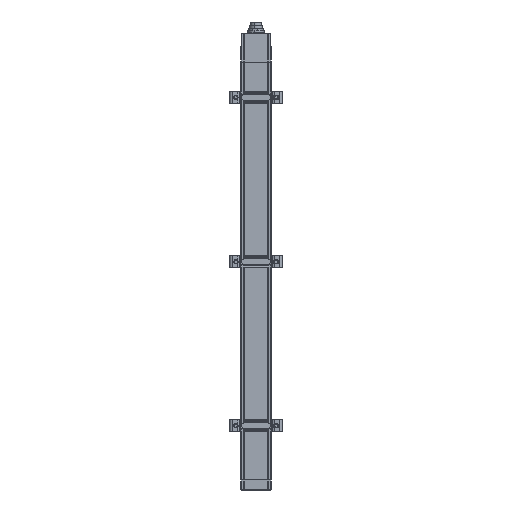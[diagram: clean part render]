
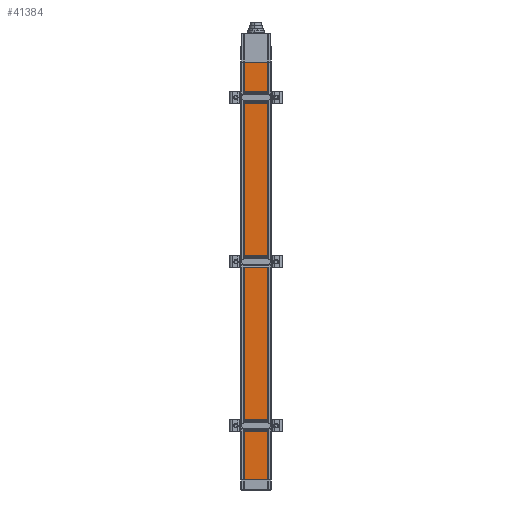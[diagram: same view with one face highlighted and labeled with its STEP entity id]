
A CAD part, front view. The second image highlights one B-rep face of the part: STEP entity #41384.
In plain terms, the highlighted planar face has unit normal (0, -1, 0).
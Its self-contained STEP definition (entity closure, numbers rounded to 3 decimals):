
#19789 = CARTESIAN_POINT ( 'NONE',  ( 14.4, 2., 0. ) ) ;
#19790 = CARTESIAN_POINT ( 'NONE',  ( -14.4, 2., 0. ) ) ;
#19791 = DIRECTION ( 'NONE',  ( 1., 0., 0. ) ) ;
#19792 = VECTOR ( 'NONE', #19791, 1000. ) ;
#19793 = CARTESIAN_POINT ( 'NONE',  ( 0., 2., 0. ) ) ;
#19794 = LINE ( 'NONE', #19793, #19792 ) ;
#19795 = DIRECTION ( 'NONE',  ( 1., 0., 0. ) ) ;
#19797 = DIRECTION ( 'NONE',  ( 0., -1., 0. ) ) ;
#19798 = CARTESIAN_POINT ( 'NONE',  ( 0., 2., -520. ) ) ;
#19799 = AXIS2_PLACEMENT_3D ( 'NONE', #19798, #19797, #19795 ) ;
#19800 = PLANE ( 'NONE',  #19799 ) ;
#19802 = FACE_OUTER_BOUND ( 'NONE', #41385, .T. ) ;
#19858 = CARTESIAN_POINT ( 'NONE',  ( -14.4, 2., -520. ) ) ;
#19859 = DIRECTION ( 'NONE',  ( 0., 0., 1. ) ) ;
#19860 = VECTOR ( 'NONE', #19859, 1000. ) ;
#19861 = CARTESIAN_POINT ( 'NONE',  ( -14.4, 2., -520. ) ) ;
#19862 = LINE ( 'NONE', #19861, #19860 ) ;
#19904 = CARTESIAN_POINT ( 'NONE',  ( 0., 2., -520. ) ) ;
#19905 = LINE ( 'NONE', #19904, #19968 ) ;
#19962 = DIRECTION ( 'NONE',  ( 0., 0., 1. ) ) ;
#19963 = VECTOR ( 'NONE', #19962, 1000. ) ;
#19964 = CARTESIAN_POINT ( 'NONE',  ( 14.4, 2., -520. ) ) ;
#19965 = LINE ( 'NONE', #19964, #19963 ) ;
#19966 = CARTESIAN_POINT ( 'NONE',  ( 14.4, 2., -520. ) ) ;
#19967 = DIRECTION ( 'NONE',  ( 1., 0., 0. ) ) ;
#19968 = VECTOR ( 'NONE', #19967, 1000. ) ;
#41384 = ADVANCED_FACE ( 'NONE', ( #19802 ), #19800, .T. ) ;
#41385 = EDGE_LOOP ( 'NONE', ( #41386, #41391, #41482, #41485 ) ) ;
#41386 = ORIENTED_EDGE ( 'NONE', *, *, #41388, .F. ) ;
#41388 = EDGE_CURVE ( 'NONE', #41389, #41390, #19794, .T. ) ;
#41389 = VERTEX_POINT ( 'NONE', #19790 ) ;
#41390 = VERTEX_POINT ( 'NONE', #19789 ) ;
#41391 = ORIENTED_EDGE ( 'NONE', *, *, #41392, .F. ) ;
#41392 = EDGE_CURVE ( 'NONE', #41393, #41389, #19862, .T. ) ;
#41393 = VERTEX_POINT ( 'NONE', #19858 ) ;
#41482 = ORIENTED_EDGE ( 'NONE', *, *, #41483, .T. ) ;
#41483 = EDGE_CURVE ( 'NONE', #41393, #41484, #19905, .T. ) ;
#41484 = VERTEX_POINT ( 'NONE', #19966 ) ;
#41485 = ORIENTED_EDGE ( 'NONE', *, *, #41486, .T. ) ;
#41486 = EDGE_CURVE ( 'NONE', #41484, #41390, #19965, .T. ) ;
